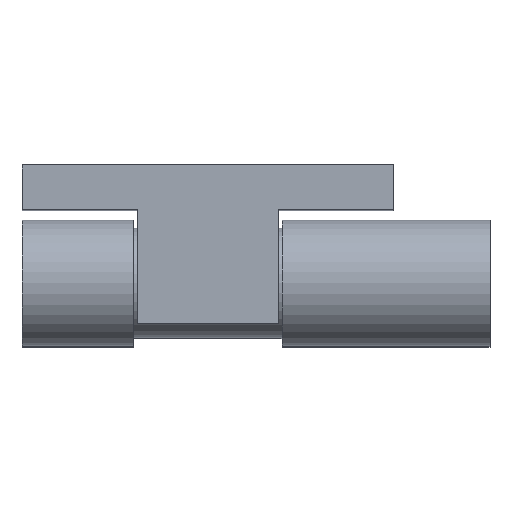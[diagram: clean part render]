
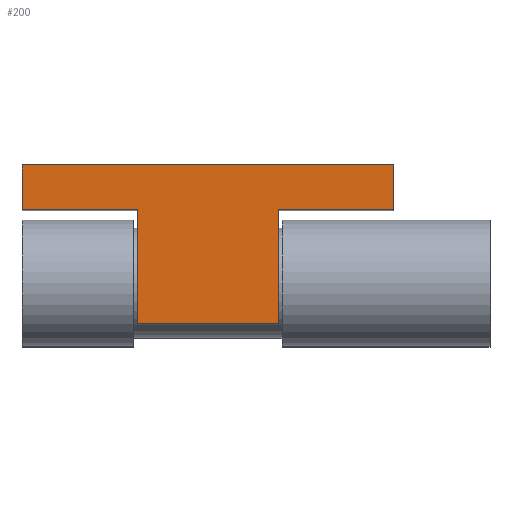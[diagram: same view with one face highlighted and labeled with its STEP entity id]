
A CAD part, top view. The second image highlights one B-rep face of the part: STEP entity #200.
In plain terms, the highlighted planar face has unit normal (0, 0, 1).
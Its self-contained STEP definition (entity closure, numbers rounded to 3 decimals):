
#200=ADVANCED_FACE('',(#485),#486,.T.);
#485=FACE_OUTER_BOUND('',#870,.T.);
#486=PLANE('',#871);
#870=EDGE_LOOP('',(#1403,#1404,#1405,#1406,#1407,#1408,#1409,#1410));
#871=AXIS2_PLACEMENT_3D('',#1411,#1412,#1413);
#1403=ORIENTED_EDGE('',*,*,#2252,.F.);
#1404=ORIENTED_EDGE('',*,*,#2272,.F.);
#1405=ORIENTED_EDGE('',*,*,#2268,.F.);
#1406=ORIENTED_EDGE('',*,*,#2264,.F.);
#1407=ORIENTED_EDGE('',*,*,#2211,.F.);
#1408=ORIENTED_EDGE('',*,*,#2225,.F.);
#1409=ORIENTED_EDGE('',*,*,#2262,.F.);
#1410=ORIENTED_EDGE('',*,*,#2257,.F.);
#1411=CARTESIAN_POINT('',(0.,0.854,3.81));
#1412=DIRECTION('',(0.0,0.0,1.0));
#1413=DIRECTION('',(1.0,0.0,0.0));
#2211=EDGE_CURVE('',#2622,#2624,#2625,.T.);
#2225=EDGE_CURVE('',#2646,#2622,#2648,.T.);
#2252=EDGE_CURVE('',#2682,#2683,#2684,.T.);
#2257=EDGE_CURVE('',#2683,#2691,#2692,.T.);
#2262=EDGE_CURVE('',#2691,#2646,#2698,.T.);
#2264=EDGE_CURVE('',#2624,#2700,#2701,.T.);
#2268=EDGE_CURVE('',#2700,#2706,#2707,.T.);
#2272=EDGE_CURVE('',#2706,#2682,#2712,.T.);
#2622=VERTEX_POINT('',#3192);
#2624=VERTEX_POINT('',#3195);
#2625=LINE('',#3196,#3197);
#2646=VERTEX_POINT('',#3227);
#2648=LINE('',#3230,#3231);
#2682=VERTEX_POINT('',#3279);
#2683=VERTEX_POINT('',#3280);
#2684=LINE('',#3281,#3282);
#2691=VERTEX_POINT('',#3292);
#2692=LINE('',#3293,#3294);
#2698=LINE('',#3303,#3304);
#2700=VERTEX_POINT('',#3306);
#2701=LINE('',#3307,#3308);
#2706=VERTEX_POINT('',#3315);
#2707=LINE('',#3316,#3317);
#2712=LINE('',#3324,#3325);
#3192=CARTESIAN_POINT('',(-0.95,-0.55,3.81));
#3195=CARTESIAN_POINT('',(-0.95,0.99,3.81));
#3196=CARTESIAN_POINT('',(-0.95,-0.55,3.81));
#3197=VECTOR('',#3851,1.0);
#3227=CARTESIAN_POINT('',(0.95,-0.55,3.81));
#3230=CARTESIAN_POINT('',(0.95,-0.55,3.81));
#3231=VECTOR('',#3868,1.0);
#3279=CARTESIAN_POINT('',(2.5,1.59,3.81));
#3280=CARTESIAN_POINT('',(2.5,0.99,3.81));
#3281=CARTESIAN_POINT('',(2.5,1.59,3.81));
#3282=VECTOR('',#3889,1.0);
#3292=CARTESIAN_POINT('',(0.95,0.99,3.81));
#3293=CARTESIAN_POINT('',(2.5,0.99,3.81));
#3294=VECTOR('',#3893,1.0);
#3303=CARTESIAN_POINT('',(0.95,0.99,3.81));
#3304=VECTOR('',#3897,1.0);
#3306=CARTESIAN_POINT('',(-2.5,0.99,3.81));
#3307=CARTESIAN_POINT('',(-0.95,0.99,3.81));
#3308=VECTOR('',#3898,1.0);
#3315=CARTESIAN_POINT('',(-2.5,1.59,3.81));
#3316=CARTESIAN_POINT('',(-2.5,0.99,3.81));
#3317=VECTOR('',#3901,1.0);
#3324=CARTESIAN_POINT('',(-2.5,1.59,3.81));
#3325=VECTOR('',#3904,1.0);
#3851=DIRECTION('',(0.,1.0,0.0));
#3868=DIRECTION('',(-1.0,0.0,0.0));
#3889=DIRECTION('',(0.0,-1.0,0.0));
#3893=DIRECTION('',(-1.0,0.0,0.0));
#3897=DIRECTION('',(0.,-1.0,0.0));
#3898=DIRECTION('',(-1.0,0.0,0.0));
#3901=DIRECTION('',(0.0,1.0,0.0));
#3904=DIRECTION('',(1.0,0.0,0.0));
